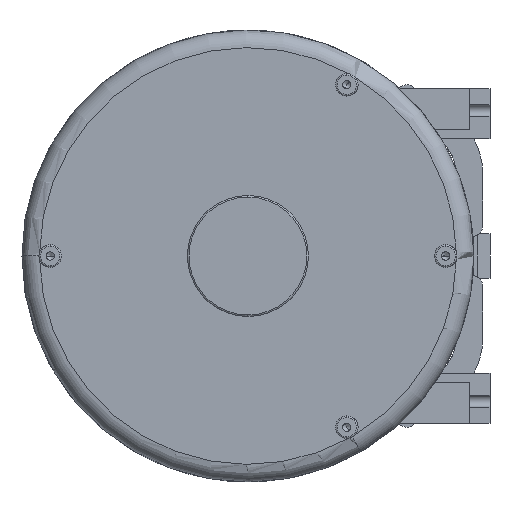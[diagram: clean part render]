
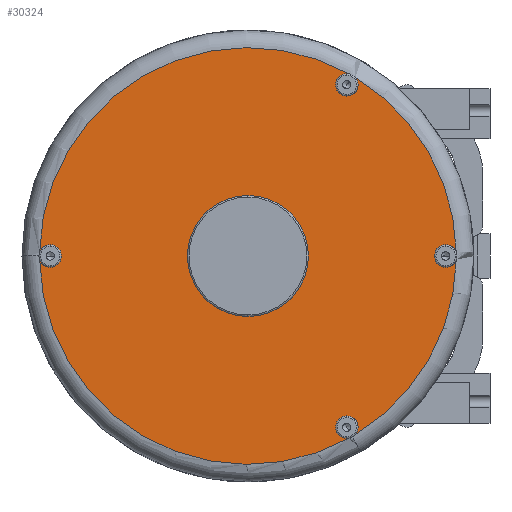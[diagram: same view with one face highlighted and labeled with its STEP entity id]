
A CAD part, left-side view. The second image highlights one B-rep face of the part: STEP entity #30324.
In plain terms, the highlighted planar face has unit normal (-1, 0, 0).
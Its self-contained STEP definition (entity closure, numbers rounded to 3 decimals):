
#12289=CARTESIAN_POINT('',(-229.5,0.,0.));
#12290=DIRECTION('',(-1.,0.,0.));
#12291=DIRECTION('',(0.,0.,1.));
#12292=AXIS2_PLACEMENT_3D('',#12289,#12290,#12291);
#12294=CARTESIAN_POINT('',(-229.5,0.,0.));
#12295=DIRECTION('',(-1.,0.,0.));
#12296=DIRECTION('',(0.,0.,-1.));
#12297=AXIS2_PLACEMENT_3D('',#12294,#12295,#12296);
#12299=CARTESIAN_POINT('',(-229.5,0.,0.));
#12300=DIRECTION('',(-1.,0.,0.));
#12301=DIRECTION('',(0.,-0.515,-0.857));
#12302=AXIS2_PLACEMENT_3D('',#12299,#12300,#12301);
#12304=CARTESIAN_POINT('',(-229.5,-122.5,-212.176));
#12305=DIRECTION('',(-1.,0.,0.));
#12306=DIRECTION('',(0.,-0.759,-0.651));
#12307=AXIS2_PLACEMENT_3D('',#12304,#12305,#12306);
#12309=CARTESIAN_POINT('',(-229.5,-122.5,-212.176));
#12310=DIRECTION('',(-1.,0.,0.));
#12311=DIRECTION('',(0.,0.,1.));
#12312=AXIS2_PLACEMENT_3D('',#12309,#12310,#12311);
#12314=CARTESIAN_POINT('',(-229.5,-122.5,-212.176));
#12315=DIRECTION('',(-1.,0.,0.));
#12316=DIRECTION('',(0.,0.,-1.));
#12317=AXIS2_PLACEMENT_3D('',#12314,#12315,#12316);
#12319=CARTESIAN_POINT('',(-229.5,0.,0.));
#12320=DIRECTION('',(-1.,0.,0.));
#12321=DIRECTION('',(0.,1.,-0.018));
#12322=AXIS2_PLACEMENT_3D('',#12319,#12320,#12321);
#12324=CARTESIAN_POINT('',(-229.5,245.,0.));
#12325=DIRECTION('',(-1.,0.,0.));
#12326=DIRECTION('',(0.,0.943,-0.332));
#12327=AXIS2_PLACEMENT_3D('',#12324,#12325,#12326);
#12329=CARTESIAN_POINT('',(-229.5,245.,0.));
#12330=DIRECTION('',(-1.,0.,0.));
#12331=DIRECTION('',(0.,0.,-1.));
#12332=AXIS2_PLACEMENT_3D('',#12329,#12330,#12331);
#12334=CARTESIAN_POINT('',(-229.5,245.,0.));
#12335=DIRECTION('',(-1.,0.,0.));
#12336=DIRECTION('',(0.,0.,1.));
#12337=AXIS2_PLACEMENT_3D('',#12334,#12335,#12336);
#12339=CARTESIAN_POINT('',(-229.5,0.,0.));
#12340=DIRECTION('',(-1.,0.,0.));
#12341=DIRECTION('',(0.,-0.484,0.875));
#12342=AXIS2_PLACEMENT_3D('',#12339,#12340,#12341);
#12344=CARTESIAN_POINT('',(-229.5,-122.5,212.176));
#12345=DIRECTION('',(-1.,0.,0.));
#12346=DIRECTION('',(0.,-0.185,0.983));
#12347=AXIS2_PLACEMENT_3D('',#12344,#12345,#12346);
#12349=CARTESIAN_POINT('',(-229.5,-122.5,212.176));
#12350=DIRECTION('',(-1.,0.,0.));
#12351=DIRECTION('',(0.,0.,1.));
#12352=AXIS2_PLACEMENT_3D('',#12349,#12350,#12351);
#12354=CARTESIAN_POINT('',(-229.5,-122.5,212.176));
#12355=DIRECTION('',(-1.,0.,0.));
#12356=DIRECTION('',(0.,0.,-1.));
#12357=AXIS2_PLACEMENT_3D('',#12354,#12355,#12356);
#12359=CARTESIAN_POINT('',(-229.5,0.,0.));
#12360=DIRECTION('',(-1.,0.,0.));
#12361=DIRECTION('',(0.,-1.,0.018));
#12362=AXIS2_PLACEMENT_3D('',#12359,#12360,#12361);
#12364=CARTESIAN_POINT('',(-229.5,-245.,0.));
#12365=DIRECTION('',(-1.,0.,0.));
#12366=DIRECTION('',(0.,-0.943,0.332));
#12367=AXIS2_PLACEMENT_3D('',#12364,#12365,#12366);
#12369=CARTESIAN_POINT('',(-229.5,-245.,0.));
#12370=DIRECTION('',(-1.,0.,0.));
#12371=DIRECTION('',(0.,0.,1.));
#12372=AXIS2_PLACEMENT_3D('',#12369,#12370,#12371);
#12374=CARTESIAN_POINT('',(-229.5,-245.,0.));
#12375=DIRECTION('',(-1.,0.,0.));
#12376=DIRECTION('',(0.,0.,-1.));
#12377=AXIS2_PLACEMENT_3D('',#12374,#12375,#12376);
#15053=CARTESIAN_POINT('',(-229.5,0.,75.));
#15054=CARTESIAN_POINT('',(-229.5,0.,-75.));
#15055=VERTEX_POINT('',#15053);
#15056=VERTEX_POINT('',#15054);
#15057=CARTESIAN_POINT('',(-229.5,245.,-14.));
#15058=CARTESIAN_POINT('',(-229.5,245.,14.));
#15059=VERTEX_POINT('',#15057);
#15060=VERTEX_POINT('',#15058);
#15061=CARTESIAN_POINT('',(-229.5,-122.5,226.176));
#15062=CARTESIAN_POINT('',(-229.5,-122.5,198.176));
#15063=VERTEX_POINT('',#15061);
#15064=VERTEX_POINT('',#15062);
#15065=CARTESIAN_POINT('',(-229.5,-245.,14.));
#15066=CARTESIAN_POINT('',(-229.5,-245.,-14.));
#15067=VERTEX_POINT('',#15065);
#15068=VERTEX_POINT('',#15066);
#15069=CARTESIAN_POINT('',(-229.5,-122.5,-198.176));
#15070=CARTESIAN_POINT('',(-229.5,-122.5,-226.176));
#15071=VERTEX_POINT('',#15069);
#15072=VERTEX_POINT('',#15070);
#15143=CARTESIAN_POINT('',(-229.5,-133.124,-221.294));
#15144=CARTESIAN_POINT('',(-229.5,-258.208,-4.636));
#15145=VERTEX_POINT('',#15143);
#15146=VERTEX_POINT('',#15144);
#15152=CARTESIAN_POINT('',(-229.5,258.208,-4.641));
#15153=CARTESIAN_POINT('',(-229.5,-125.085,-225.936));
#15154=VERTEX_POINT('',#15152);
#15155=VERTEX_POINT('',#15153);
#15159=CARTESIAN_POINT('',(-229.5,-125.085,225.936));
#15160=CARTESIAN_POINT('',(-229.5,258.208,4.635));
#15161=VERTEX_POINT('',#15159);
#15162=VERTEX_POINT('',#15160);
#15163=CARTESIAN_POINT('',(-229.5,-258.208,4.641));
#15164=CARTESIAN_POINT('',(-229.5,-133.124,221.294));
#15165=VERTEX_POINT('',#15163);
#15166=VERTEX_POINT('',#15164);
#30283=CARTESIAN_POINT('',(-229.5,0.,0.));
#30284=DIRECTION('',(1.,0.,0.));
#30285=DIRECTION('',(0.,-1.,0.));
#30286=AXIS2_PLACEMENT_3D('',#30283,#30284,#30285);
#30287=PLANE('',#30286);
#30288=ORIENTED_EDGE('',*,*,#28639,.F.);
#30290=ORIENTED_EDGE('',*,*,#30289,.T.);
#30292=ORIENTED_EDGE('',*,*,#30291,.T.);
#30294=ORIENTED_EDGE('',*,*,#30293,.T.);
#30295=ORIENTED_EDGE('',*,*,#30271,.F.);
#30297=ORIENTED_EDGE('',*,*,#30296,.T.);
#30299=ORIENTED_EDGE('',*,*,#30298,.T.);
#30301=ORIENTED_EDGE('',*,*,#30300,.T.);
#30302=ORIENTED_EDGE('',*,*,#28647,.F.);
#30304=ORIENTED_EDGE('',*,*,#30303,.T.);
#30306=ORIENTED_EDGE('',*,*,#30305,.T.);
#30308=ORIENTED_EDGE('',*,*,#30307,.T.);
#30309=ORIENTED_EDGE('',*,*,#28643,.F.);
#30311=ORIENTED_EDGE('',*,*,#30310,.T.);
#30313=ORIENTED_EDGE('',*,*,#30312,.T.);
#30315=ORIENTED_EDGE('',*,*,#30314,.T.);
#30316=EDGE_LOOP('',(#30288,#30290,#30292,#30294,#30295,#30297,#30299,#30301,
#30302,#30304,#30306,#30308,#30309,#30311,#30313,#30315));
#30317=FACE_OUTER_BOUND('',#30316,.F.);
#30319=ORIENTED_EDGE('',*,*,#30318,.T.);
#30321=ORIENTED_EDGE('',*,*,#30320,.T.);
#30322=EDGE_LOOP('',(#30319,#30321));
#30323=FACE_BOUND('',#30322,.F.);
#30324=ADVANCED_FACE('',(#30317,#30323),#30287,.F.);
#12293=CIRCLE('',#12292,75.);
#12298=CIRCLE('',#12297,75.);
#12303=CIRCLE('',#12302,258.25);
#12308=CIRCLE('',#12307,14.);
#12313=CIRCLE('',#12312,14.);
#12318=CIRCLE('',#12317,14.);
#12323=CIRCLE('',#12322,258.25);
#12328=CIRCLE('',#12327,14.);
#12333=CIRCLE('',#12332,14.);
#12338=CIRCLE('',#12337,14.);
#12343=CIRCLE('',#12342,258.25);
#12348=CIRCLE('',#12347,14.);
#12353=CIRCLE('',#12352,14.);
#12358=CIRCLE('',#12357,14.);
#12363=CIRCLE('',#12362,258.25);
#12368=CIRCLE('',#12367,14.);
#12373=CIRCLE('',#12372,14.);
#12378=CIRCLE('',#12377,14.);
#28639=EDGE_CURVE('',#15145,#15146,#12303,.T.);
#28643=EDGE_CURVE('',#15165,#15166,#12363,.T.);
#28647=EDGE_CURVE('',#15161,#15162,#12343,.T.);
#30271=EDGE_CURVE('',#15154,#15155,#12323,.T.);
#30289=EDGE_CURVE('',#15145,#15071,#12308,.T.);
#30291=EDGE_CURVE('',#15071,#15072,#12313,.T.);
#30293=EDGE_CURVE('',#15072,#15155,#12318,.T.);
#30296=EDGE_CURVE('',#15154,#15059,#12328,.T.);
#30298=EDGE_CURVE('',#15059,#15060,#12333,.T.);
#30300=EDGE_CURVE('',#15060,#15162,#12338,.T.);
#30303=EDGE_CURVE('',#15161,#15063,#12348,.T.);
#30305=EDGE_CURVE('',#15063,#15064,#12353,.T.);
#30307=EDGE_CURVE('',#15064,#15166,#12358,.T.);
#30310=EDGE_CURVE('',#15165,#15067,#12368,.T.);
#30312=EDGE_CURVE('',#15067,#15068,#12373,.T.);
#30314=EDGE_CURVE('',#15068,#15146,#12378,.T.);
#30318=EDGE_CURVE('',#15055,#15056,#12293,.T.);
#30320=EDGE_CURVE('',#15056,#15055,#12298,.T.);
